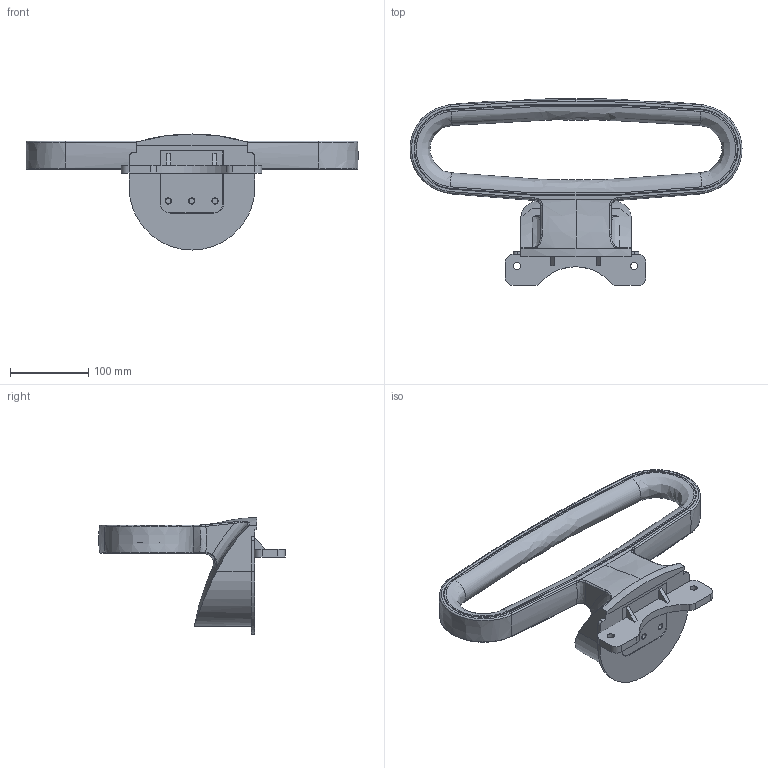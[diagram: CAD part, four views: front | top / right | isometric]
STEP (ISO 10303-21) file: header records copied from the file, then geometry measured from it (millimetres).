
FILE_DESCRIPTION (( 'STEP AP203' ), '1' );
FILE_NAME ('MS001-B.04.014JX.1.1 芢忒.step', '2021-08-27T10:59:16', ( 'Windows User' ), ( 'P R C' ), 'SwSTEP 2.0', 'SolidWorks 2016', '' );
FILE_SCHEMA (( 'CONFIG_CONTROL_DESIGN' ));
Length unit declared in the file: millimetre
Products named in the file (3): MS001-B.04.014JS.1.1推手加强金属件; MS001-B.04.014SL.1.1芢忒俋褲; MS001-B.04.014JX.1.1 芢忒
Assembly tree (2 placements, depth 2):
  MS001-B.04.014JX.1.1 芢忒
    MS001-B.04.014JS.1.1推手加强金属件
    MS001-B.04.014SL.1.1芢忒俋褲
Bounding box: 424.99 x 239.33 x 148.5 mm (x, y, z)
Volume: 1772802 mm3; surface area: 334628.9 mm2
Topology: 2 solids, 2 shells, 202 faces, 521 edges, 331 vertices
Faces by surface type: cylinder 79, plane 65, bspline 52, cone 6
Entity records: 10573 total; most frequent: CARTESIAN_POINT 5665, ORIENTED_EDGE 1042, DIRECTION 865, EDGE_CURVE 521, VERTEX_POINT 331, AXIS2_PLACEMENT_3D 322, EDGE_LOOP 226, LINE 221
